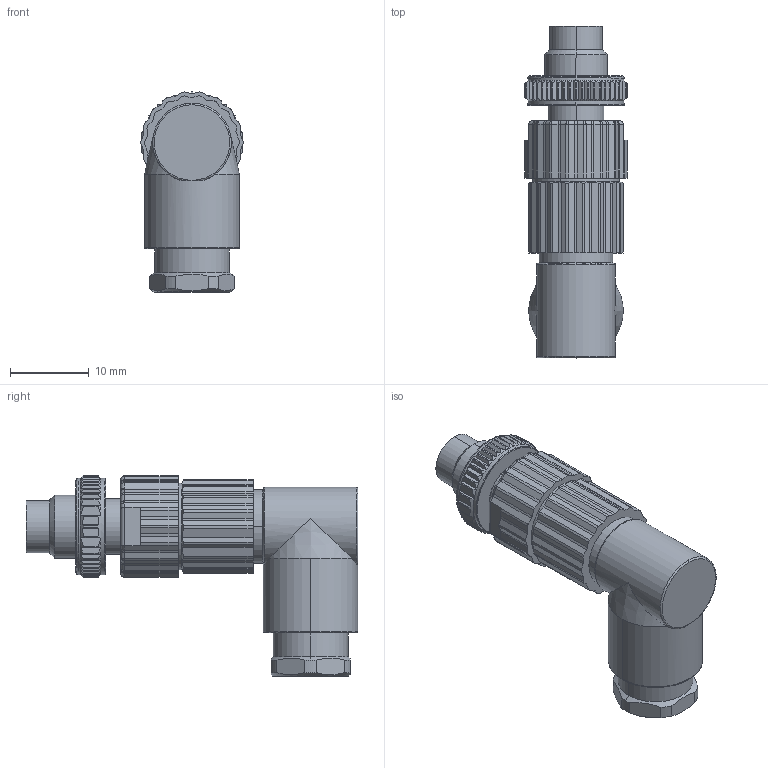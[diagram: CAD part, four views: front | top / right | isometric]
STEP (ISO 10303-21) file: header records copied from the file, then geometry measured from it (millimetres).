
FILE_DESCRIPTION((''),'2;1');
FILE_NAME('DM_CAD-1994_V31S','2014-08-20T',('Creinig-se'),(''),'PRO/ENGINEER BY PARAMETRIC TECHNOLOGY CORPORATION, 2013050','PRO/ENGINEER BY PARAMETRIC TECHNOLOGY CORPORATION, 2013050','');
FILE_SCHEMA(('CONFIG_CONTROL_DESIGN'));
Length unit declared in the file: millimetre
Products named in the file (1): DM_CAD-1994_V31S
Bounding box: 13 x 42.1 x 25.45 mm (x, y, z)
Volume: 4938.6 mm3; surface area: 3529.1 mm2
Topology: 1 solids, 12 shells, 689 faces, 1750 edges, 1098 vertices
Faces by surface type: cylinder 243, plane 227, cone 132, torus 79, sphere 8
Entity records: 30308 total; most frequent: CARTESIAN_POINT 5668, ORIENTED_EDGE 3482, DIRECTION 3347, PRESENTATION_STYLE_ASSIGNMENT 1997, STYLED_ITEM 1744, CURVE_STYLE 1743, EDGE_CURVE 1741, AXIS2_PLACEMENT_3D 1363
